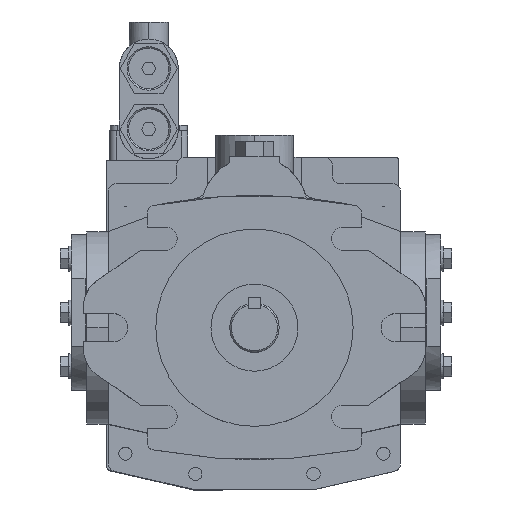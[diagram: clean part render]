
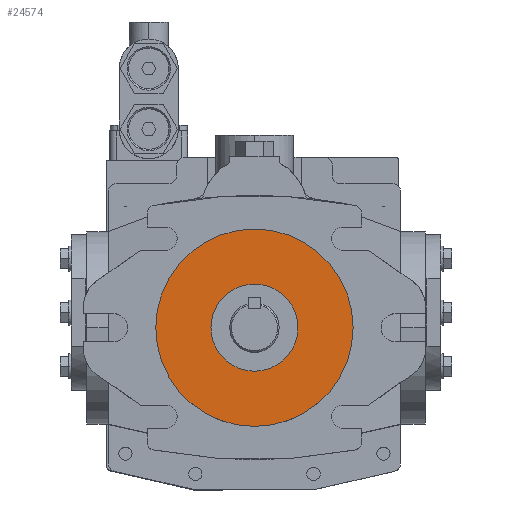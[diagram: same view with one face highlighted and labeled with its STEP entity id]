
A CAD part, top view. The second image highlights one B-rep face of the part: STEP entity #24574.
In plain terms, the highlighted planar face has unit normal (0, 0, 1).
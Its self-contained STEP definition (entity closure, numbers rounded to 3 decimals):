
#5527 = CARTESIAN_POINT ( 'NONE',  ( -51.384, -4.146, 10. ) ) ;
#5539 = DIRECTION ( 'NONE',  ( 1., 0., 0. ) ) ;
#5540 = DIRECTION ( 'NONE',  ( 0., 0., 1. ) ) ;
#5541 = CARTESIAN_POINT ( 'NONE',  ( -23.384, -4.146, 10. ) ) ;
#5542 = AXIS2_PLACEMENT_3D ( 'NONE', #5541, #5540, #5539 ) ;
#5543 = CIRCLE ( 'NONE', #5542, 28. ) ;
#5544 = CARTESIAN_POINT ( 'NONE',  ( 40.116, -4.146, 10. ) ) ;
#5584 = CARTESIAN_POINT ( 'NONE',  ( 4.616, -4.146, 10. ) ) ;
#5723 = CARTESIAN_POINT ( 'NONE',  ( -86.884, -4.146, 10. ) ) ;
#5724 = DIRECTION ( 'NONE',  ( 1., 0., 0. ) ) ;
#5725 = DIRECTION ( 'NONE',  ( 0., 0., 1. ) ) ;
#5726 = CARTESIAN_POINT ( 'NONE',  ( -23.384, -4.146, 10. ) ) ;
#5727 = AXIS2_PLACEMENT_3D ( 'NONE', #5726, #5725, #5724 ) ;
#5728 = CIRCLE ( 'NONE', #5727, 63.5 ) ;
#11524 = FACE_OUTER_BOUND ( 'NONE', #24570, .T. ) ;
#11525 = FACE_BOUND ( 'NONE', #24578, .T. ) ;
#11526 = DIRECTION ( 'NONE',  ( 1., 0., 0. ) ) ;
#11527 = DIRECTION ( 'NONE',  ( 0., 0., 1. ) ) ;
#11528 = CARTESIAN_POINT ( 'NONE',  ( -23.384, -4.146, 10. ) ) ;
#11529 = AXIS2_PLACEMENT_3D ( 'NONE', #11528, #11527, #11526 ) ;
#11530 = CIRCLE ( 'NONE', #11529, 28. ) ;
#11561 = DIRECTION ( 'NONE',  ( 1., 0., 0. ) ) ;
#11562 = DIRECTION ( 'NONE',  ( 0., 0., 1. ) ) ;
#11563 = CARTESIAN_POINT ( 'NONE',  ( -23.384, -4.146, 10. ) ) ;
#11564 = AXIS2_PLACEMENT_3D ( 'NONE', #11563, #11562, #11561 ) ;
#11565 = PLANE ( 'NONE',  #11564 ) ;
#11584 = DIRECTION ( 'NONE',  ( 1., 0., 0. ) ) ;
#11585 = DIRECTION ( 'NONE',  ( 0., 0., 1. ) ) ;
#11586 = AXIS2_PLACEMENT_3D ( 'NONE', #11593, #11585, #11584 ) ;
#11587 = CIRCLE ( 'NONE', #11586, 63.5 ) ;
#11593 = CARTESIAN_POINT ( 'NONE',  ( -23.384, -4.146, 10. ) ) ;
#22068 = VERTEX_POINT ( 'NONE', #5544 ) ;
#22070 = EDGE_CURVE ( 'NONE', #22079, #22091, #5543, .T. ) ;
#22079 = VERTEX_POINT ( 'NONE', #5527 ) ;
#22091 = VERTEX_POINT ( 'NONE', #5584 ) ;
#22187 = EDGE_CURVE ( 'NONE', #22068, #22188, #5728, .T. ) ;
#22188 = VERTEX_POINT ( 'NONE', #5723 ) ;
#24567 = ORIENTED_EDGE ( 'NONE', *, *, #24568, .F. ) ;
#24568 = EDGE_CURVE ( 'NONE', #22091, #22079, #11530, .T. ) ;
#24569 = ORIENTED_EDGE ( 'NONE', *, *, #22070, .F. ) ;
#24570 = EDGE_LOOP ( 'NONE', ( #24571, #24692 ) ) ;
#24571 = ORIENTED_EDGE ( 'NONE', *, *, #24582, .T. ) ;
#24574 = ADVANCED_FACE ( 'NONE', ( #11525, #11524 ), #11565, .T. ) ;
#24578 = EDGE_LOOP ( 'NONE', ( #24567, #24569 ) ) ;
#24582 = EDGE_CURVE ( 'NONE', #22188, #22068, #11587, .T. ) ;
#24692 = ORIENTED_EDGE ( 'NONE', *, *, #22187, .T. ) ;
